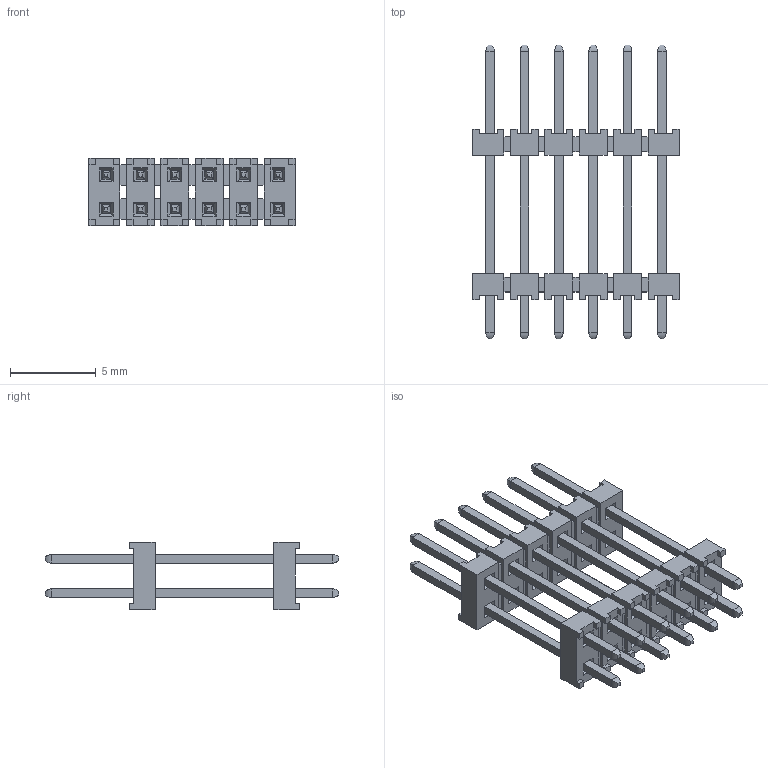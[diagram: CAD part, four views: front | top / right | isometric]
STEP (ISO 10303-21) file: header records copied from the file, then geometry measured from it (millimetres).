
FILE_DESCRIPTION (( 'STEP AP203' ), '1' );
FILE_NAME ('TW-06-06-X-D-390-090.step', '2005-11-21T19:53:38', ( ' ' ), ( ' ' ), 'SwSTEP 2.0', 'SolidWorks 2005235', '' );
FILE_SCHEMA (( 'CONFIG_CONTROL_DESIGN' ));
Length unit declared in the file: inch
Products named in the file (3): TW-06-06-X-D-390-090; T-1S13-X_-10 Straight; ASP-120946-01-TMM-XX-D_FORMULA
Assembly tree (14 placements, depth 2):
  TW-06-06-X-D-390-090
    T-1S13-X_-10 Straight  x12
    ASP-120946-01-TMM-XX-D_FORMULA  x2
Bounding box: 12 x 17.09 x 3.94 mm (x, y, z)
Volume: 150 mm3; surface area: 784.8 mm2
Topology: 14 solids, 14 shells, 752 faces, 1824 edges, 1120 vertices
Faces by surface type: plane 656, cylinder 96
Entity records: 9607 total; most frequent: CARTESIAN_POINT 1599, ORIENTED_EDGE 1544, DIRECTION 1410, EDGE_CURVE 772, VECTOR 764, LINE 764, VERTEX_POINT 480, EDGE_LOOP 350
